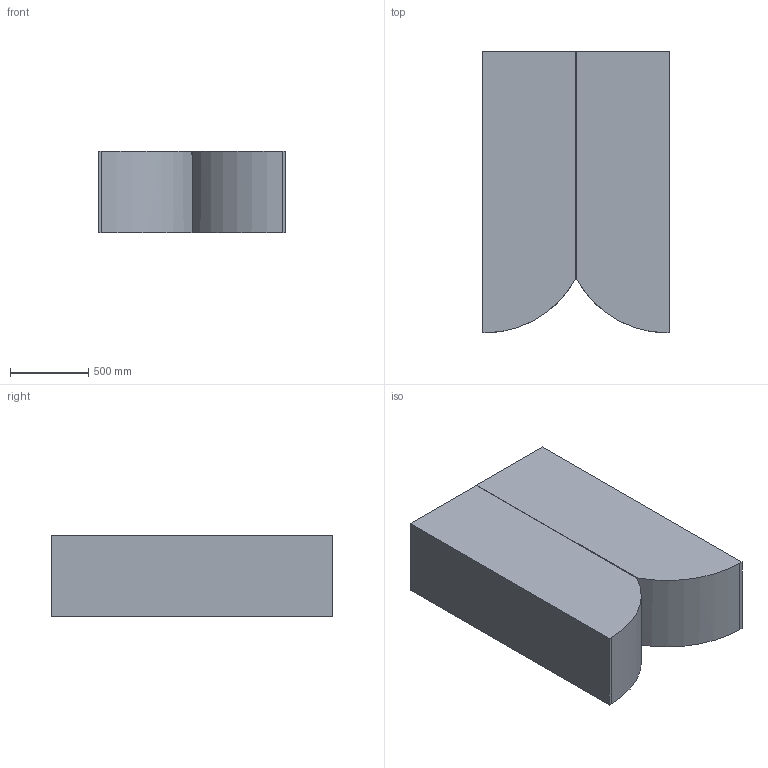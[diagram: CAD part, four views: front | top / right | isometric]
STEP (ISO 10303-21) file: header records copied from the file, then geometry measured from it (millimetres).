
FILE_DESCRIPTION (( 'STEP AP203' ), '1' );
FILE_NAME ('C1-CABINET-180.STEP', '2024-03-25T10:20:39', ( '' ), ( '' ), 'SwSTEP 2.0', 'SolidWorks 2022', '' );
FILE_SCHEMA (( 'CONFIG_CONTROL_DESIGN' ));
Length unit declared in the file: millimetre
Products named in the file (1): C1-CABINET-180
Bounding box: 1200 x 1800 x 520 mm (x, y, z)
Volume: 1062039594.2 mm3; surface area: 7401862.8 mm2
Topology: 1 solids, 1 shells, 13 faces, 33 edges, 22 vertices
Faces by surface type: plane 11, cylinder 2
Entity records: 470 total; most frequent: CARTESIAN_POINT 69, DIRECTION 67, ORIENTED_EDGE 66, EDGE_CURVE 33, VECTOR 27, LINE 27, VERTEX_POINT 22, AXIS2_PLACEMENT_3D 20
